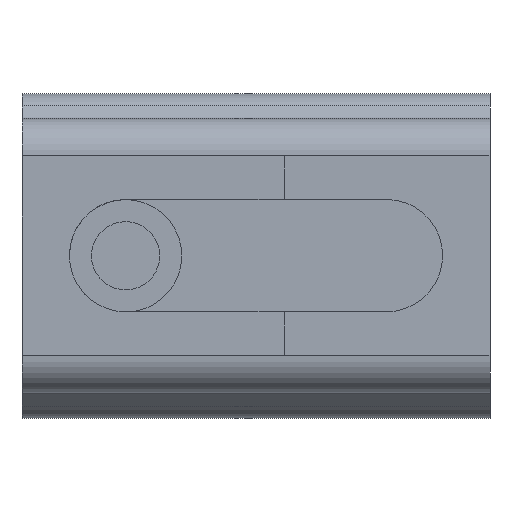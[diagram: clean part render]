
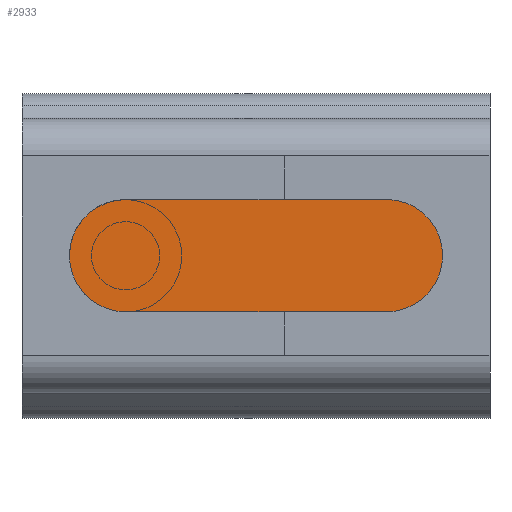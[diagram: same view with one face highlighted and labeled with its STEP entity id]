
A CAD part, top view. The second image highlights one B-rep face of the part: STEP entity #2933.
In plain terms, the highlighted planar face has unit normal (0, 0, 1).
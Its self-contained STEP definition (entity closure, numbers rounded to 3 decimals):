
#2897=AXIS2_PLACEMENT_3D('Plane Axis2P3D',#2894,#2895,#2896) ;
#2894=CARTESIAN_POINT('Axis2P3D Location',(-16.027,53.,31.1)) ;
#2899=CARTESIAN_POINT('Line Origine',(17.473,6.403,31.1)) ;
#2903=CARTESIAN_POINT('Vertex',(17.473,9.917,31.1)) ;
#2905=CARTESIAN_POINT('Vertex',(17.473,2.889,31.1)) ;
#2908=CARTESIAN_POINT('Line Origine',(9.444,9.917,31.1)) ;
#2912=CARTESIAN_POINT('Vertex',(1.414,9.917,31.1)) ;
#2915=CARTESIAN_POINT('Line Origine',(1.414,6.403,31.1)) ;
#2919=CARTESIAN_POINT('Vertex',(1.414,2.889,31.1)) ;
#2922=CARTESIAN_POINT('Line Origine',(9.444,2.889,31.1)) ;
#2895=DIRECTION('Axis2P3D Direction',(0.,0.,-1.)) ;
#2896=DIRECTION('Axis2P3D XDirection',(0.,1.,0.)) ;
#2900=DIRECTION('Vector Direction',(0.,1.,0.)) ;
#2909=DIRECTION('Vector Direction',(1.,0.,0.)) ;
#2916=DIRECTION('Vector Direction',(0.,-1.,0.)) ;
#2923=DIRECTION('Vector Direction',(-1.,0.,0.)) ;
#2901=VECTOR('Line Direction',#2900,1.) ;
#2910=VECTOR('Line Direction',#2909,1.) ;
#2917=VECTOR('Line Direction',#2916,1.) ;
#2924=VECTOR('Line Direction',#2923,1.) ;
#2928=ORIENTED_EDGE('',*,*,#2907,.F.) ;
#2929=ORIENTED_EDGE('',*,*,#2914,.F.) ;
#2930=ORIENTED_EDGE('',*,*,#2921,.F.) ;
#2931=ORIENTED_EDGE('',*,*,#2926,.F.) ;
#2933=ADVANCED_FACE('QL 2 WQV16N-2.5_10.1\\QL',(#2932),#2898,.F.) ;
#2907=EDGE_CURVE('',#2904,#2906,#2902,.F.) ;
#2914=EDGE_CURVE('',#2913,#2904,#2911,.T.) ;
#2921=EDGE_CURVE('',#2920,#2913,#2918,.F.) ;
#2926=EDGE_CURVE('',#2906,#2920,#2925,.T.) ;
#2927=EDGE_LOOP('',(#2928,#2929,#2930,#2931)) ;
#2932=FACE_OUTER_BOUND('',#2927,.T.) ;
#2902=LINE('Line',#2899,#2901) ;
#2911=LINE('Line',#2908,#2910) ;
#2918=LINE('Line',#2915,#2917) ;
#2925=LINE('Line',#2922,#2924) ;
#2898=PLANE('',#2897) ;
#2904=VERTEX_POINT('',#2903) ;
#2906=VERTEX_POINT('',#2905) ;
#2913=VERTEX_POINT('',#2912) ;
#2920=VERTEX_POINT('',#2919) ;
